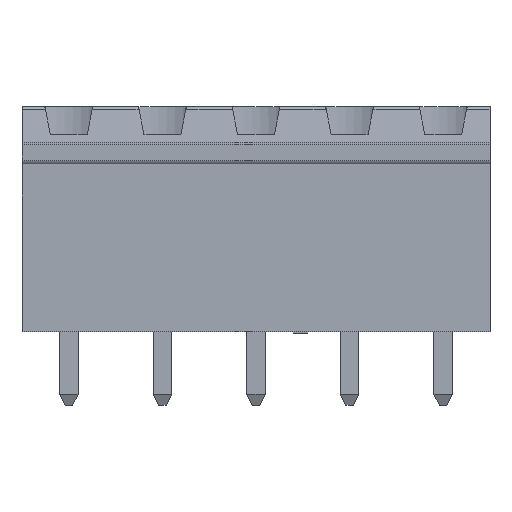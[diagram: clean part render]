
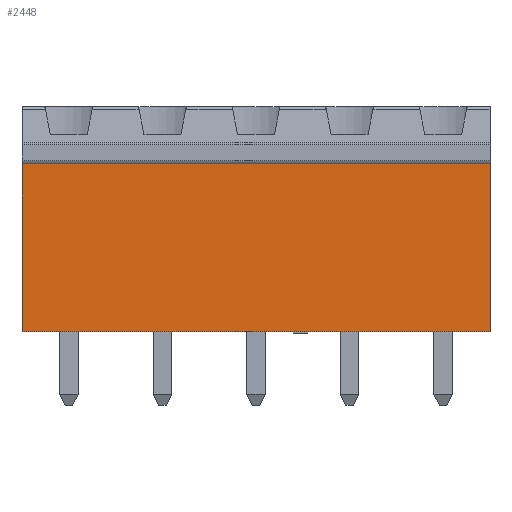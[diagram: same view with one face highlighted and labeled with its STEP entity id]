
A CAD part, front view. The second image highlights one B-rep face of the part: STEP entity #2448.
In plain terms, the highlighted planar face has unit normal (0, -1, 0).
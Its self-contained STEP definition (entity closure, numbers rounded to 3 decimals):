
#208 = CARTESIAN_POINT ( 'NONE',  ( -12.7, -3.65, 9.1 ) ) ;
#278 = CARTESIAN_POINT ( 'NONE',  ( 12.7, -3.65, 0. ) ) ;
#448 = VECTOR ( 'NONE', #8110, 1000. ) ;
#639 = EDGE_CURVE ( 'NONE', #12239, #805, #5181, .T. ) ;
#805 = VERTEX_POINT ( 'NONE', #18385 ) ;
#919 = CARTESIAN_POINT ( 'NONE',  ( -12.7, -3.65, 9.1 ) ) ;
#2000 = LINE ( 'NONE', #14147, #448 ) ;
#2059 = ORIENTED_EDGE ( 'NONE', *, *, #6038, .F. ) ;
#2108 = AXIS2_PLACEMENT_3D ( 'NONE', #208, #12364, #9100 ) ;
#2130 = ORIENTED_EDGE ( 'NONE', *, *, #639, .T. ) ;
#2448 = ADVANCED_FACE ( 'NONE', ( #12269 ), #3128, .F. ) ;
#3128 = PLANE ( 'NONE',  #2108 ) ;
#3254 = CARTESIAN_POINT ( 'NONE',  ( -12.7, -3.65, 9.1 ) ) ;
#4808 = VERTEX_POINT ( 'NONE', #919 ) ;
#5181 = LINE ( 'NONE', #14179, #7649 ) ;
#5616 = VECTOR ( 'NONE', #7909, 1000. ) ;
#6038 = EDGE_CURVE ( 'NONE', #14153, #4808, #14966, .T. ) ;
#6137 = CARTESIAN_POINT ( 'NONE',  ( -12.7, -3.65, 0. ) ) ;
#7649 = VECTOR ( 'NONE', #17231, 1000. ) ;
#7909 = DIRECTION ( 'NONE',  ( 1., 0., 0. ) ) ;
#8110 = DIRECTION ( 'NONE',  ( 1., 0., 0. ) ) ;
#8111 = LINE ( 'NONE', #3254, #5616 ) ;
#8660 = CARTESIAN_POINT ( 'NONE',  ( -12.7, -3.65, 0. ) ) ;
#9100 = DIRECTION ( 'NONE',  ( 0., 0., -1. ) ) ;
#10262 = ORIENTED_EDGE ( 'NONE', *, *, #12491, .F. ) ;
#11229 = VECTOR ( 'NONE', #13501, 1000. ) ;
#12239 = VERTEX_POINT ( 'NONE', #278 ) ;
#12269 = FACE_OUTER_BOUND ( 'NONE', #12763, .T. ) ;
#12364 = DIRECTION ( 'NONE',  ( 0., 1., 0. ) ) ;
#12491 = EDGE_CURVE ( 'NONE', #4808, #805, #8111, .T. ) ;
#12763 = EDGE_LOOP ( 'NONE', ( #2130, #10262, #2059, #15875 ) ) ;
#13501 = DIRECTION ( 'NONE',  ( 0., 0., 1. ) ) ;
#14147 = CARTESIAN_POINT ( 'NONE',  ( -12.7, -3.65, 0. ) ) ;
#14153 = VERTEX_POINT ( 'NONE', #6137 ) ;
#14179 = CARTESIAN_POINT ( 'NONE',  ( 12.7, -3.65, 0. ) ) ;
#14966 = LINE ( 'NONE', #8660, #11229 ) ;
#15739 = EDGE_CURVE ( 'NONE', #14153, #12239, #2000, .T. ) ;
#15875 = ORIENTED_EDGE ( 'NONE', *, *, #15739, .T. ) ;
#17231 = DIRECTION ( 'NONE',  ( 0., 0., 1. ) ) ;
#18385 = CARTESIAN_POINT ( 'NONE',  ( 12.7, -3.65, 9.1 ) ) ;
